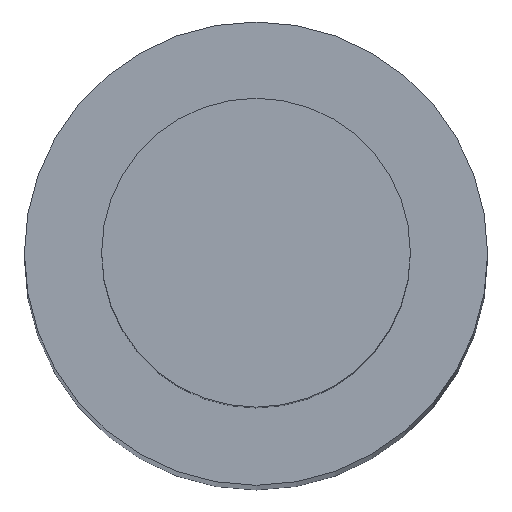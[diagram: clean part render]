
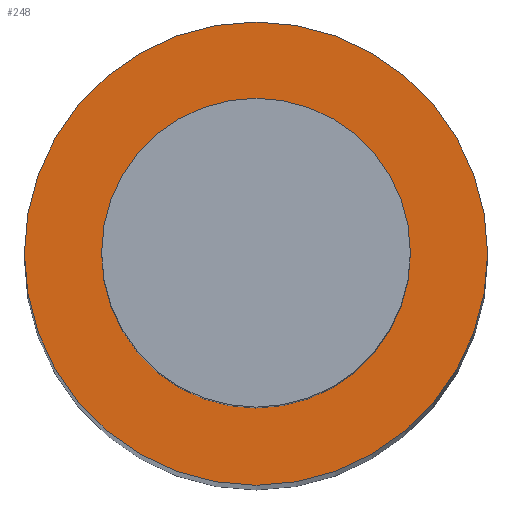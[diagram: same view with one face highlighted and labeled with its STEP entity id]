
A CAD part, top view. The second image highlights one B-rep face of the part: STEP entity #248.
In plain terms, the highlighted planar face has unit normal (0, 0, 1).
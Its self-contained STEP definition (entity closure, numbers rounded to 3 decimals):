
#43 = CYLINDRICAL_SURFACE('',#44,2.);
#44 = AXIS2_PLACEMENT_3D('',#45,#46,#47);
#45 = CARTESIAN_POINT('',(0.,200.,17.5));
#46 = DIRECTION('',(0.,0.,1.));
#47 = DIRECTION('',(0.,-1.,0.));
#182 = CYLINDRICAL_SURFACE('',#183,3.);
#183 = AXIS2_PLACEMENT_3D('',#184,#185,#186);
#184 = CARTESIAN_POINT('',(0.,200.,-17.5));
#185 = DIRECTION('',(0.,0.,1.));
#186 = DIRECTION('',(0.,-1.,0.));
#199 = VERTEX_POINT('',#200);
#200 = CARTESIAN_POINT('',(0.,197.,17.5));
#221 = EDGE_CURVE('',#199,#199,#222,.T.);
#222 = SURFACE_CURVE('',#223,(#228,#235),.PCURVE_S1.);
#223 = CIRCLE('',#224,3.);
#224 = AXIS2_PLACEMENT_3D('',#225,#226,#227);
#225 = CARTESIAN_POINT('',(0.,200.,17.5));
#226 = DIRECTION('',(0.,0.,1.));
#227 = DIRECTION('',(0.,-1.,0.));
#228 = PCURVE('',#182,#229);
#229 = DEFINITIONAL_REPRESENTATION('',(#230),#234);
#230 = LINE('',#231,#232);
#231 = CARTESIAN_POINT('',(0.,35.));
#232 = VECTOR('',#233,1.);
#233 = DIRECTION('',(1.,0.));
#234 = ( GEOMETRIC_REPRESENTATION_CONTEXT(2) 
PARAMETRIC_REPRESENTATION_CONTEXT() REPRESENTATION_CONTEXT('2D SPACE',''
  ) );
#235 = PCURVE('',#236,#241);
#236 = PLANE('',#237);
#237 = AXIS2_PLACEMENT_3D('',#238,#239,#240);
#238 = CARTESIAN_POINT('',(0.,200.,17.5));
#239 = DIRECTION('',(0.,0.,1.));
#240 = DIRECTION('',(0.,-1.,0.));
#241 = DEFINITIONAL_REPRESENTATION('',(#242),#246);
#242 = CIRCLE('',#243,3.);
#243 = AXIS2_PLACEMENT_2D('',#244,#245);
#244 = CARTESIAN_POINT('',(0.,0.));
#245 = DIRECTION('',(1.,0.));
#246 = ( GEOMETRIC_REPRESENTATION_CONTEXT(2) 
PARAMETRIC_REPRESENTATION_CONTEXT() REPRESENTATION_CONTEXT('2D SPACE',''
  ) );
#248 = ADVANCED_FACE('',(#249,#252),#236,.T.);
#249 = FACE_BOUND('',#250,.T.);
#250 = EDGE_LOOP('',(#251));
#251 = ORIENTED_EDGE('',*,*,#221,.T.);
#252 = FACE_BOUND('',#253,.T.);
#253 = EDGE_LOOP('',(#254));
#254 = ORIENTED_EDGE('',*,*,#255,.F.);
#255 = EDGE_CURVE('',#256,#256,#258,.T.);
#256 = VERTEX_POINT('',#257);
#257 = CARTESIAN_POINT('',(0.,198.,17.5));
#258 = SURFACE_CURVE('',#259,(#264,#271),.PCURVE_S1.);
#259 = CIRCLE('',#260,2.);
#260 = AXIS2_PLACEMENT_3D('',#261,#262,#263);
#261 = CARTESIAN_POINT('',(0.,200.,17.5));
#262 = DIRECTION('',(0.,0.,1.));
#263 = DIRECTION('',(0.,-1.,0.));
#264 = PCURVE('',#236,#265);
#265 = DEFINITIONAL_REPRESENTATION('',(#266),#270);
#266 = CIRCLE('',#267,2.);
#267 = AXIS2_PLACEMENT_2D('',#268,#269);
#268 = CARTESIAN_POINT('',(0.,0.));
#269 = DIRECTION('',(1.,0.));
#270 = ( GEOMETRIC_REPRESENTATION_CONTEXT(2) 
PARAMETRIC_REPRESENTATION_CONTEXT() REPRESENTATION_CONTEXT('2D SPACE',''
  ) );
#271 = PCURVE('',#43,#272);
#272 = DEFINITIONAL_REPRESENTATION('',(#273),#277);
#273 = LINE('',#274,#275);
#274 = CARTESIAN_POINT('',(0.,0.));
#275 = VECTOR('',#276,1.);
#276 = DIRECTION('',(1.,0.));
#277 = ( GEOMETRIC_REPRESENTATION_CONTEXT(2) 
PARAMETRIC_REPRESENTATION_CONTEXT() REPRESENTATION_CONTEXT('2D SPACE',''
  ) );
